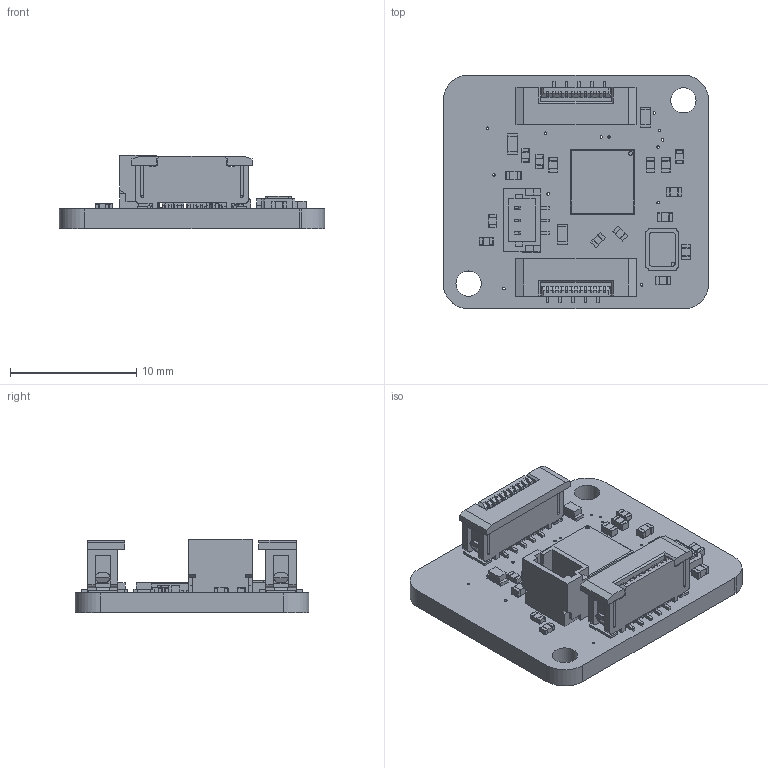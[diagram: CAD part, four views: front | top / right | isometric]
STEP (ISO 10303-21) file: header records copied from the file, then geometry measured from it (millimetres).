
FILE_DESCRIPTION(/* description */ (''),/* implementation_level */ '2;1');
FILE_NAME(/* name */ 'clvHd_EMG v1.step',/* time_stamp */ '2021-11-17T12:07:31+00:00',/* author */ (''),/* organization */ (''),/* preprocessor_version */ 'ST-DEVELOPER v18.1',/* originating_system */ 'Autodesk Translation Framework v10.10.0.1391',/* authorisation */ '');
FILE_SCHEMA (('AUTOMOTIVE_DESIGN { 1 0 10303 214 3 1 1 }'));
Length unit declared in the file: millimetre
Products named in the file (12): clvHd_EMG; Board; Packages; RSG28_3P6X3P6_TEX; XF2J-1024-12; XF2J-1024-12 (1); SMD-3225_4P; CHIP-LED0603; R0402; C0402; R0402 (1); BM03B-SRSS-TB
Assembly tree (25 placements, depth 3):
  clvHd_EMG
    Board
    Packages
      RSG28_3P6X3P6_TEX
      XF2J-1024-12
      XF2J-1024-12 (1)
      SMD-3225_4P
      CHIP-LED0603  x3
      R0402
      C0402  x8
      R0402 (1)  x6
      BM03B-SRSS-TB
Bounding box: 21 x 18.5 x 5.82 mm (x, y, z)
Volume: 824.9 mm3; surface area: 1770.8 mm2
Topology: 38 solids, 38 shells, 2276 faces, 5554 edges, 3398 vertices
Faces by surface type: plane 1526, cylinder 510, sphere 240
Full cylindrical faces by diameter (mm): 0.2 x30, 0.3 x1, 2 x2
Entity records: 49349 total; most frequent: CARTESIAN_POINT 8380, ORIENTED_EDGE 8276, DIRECTION 7791, EDGE_CURVE 4138, LINE 3677, VECTOR 3677, VERTEX_POINT 2646, AXIS2_PLACEMENT_3D 2057
